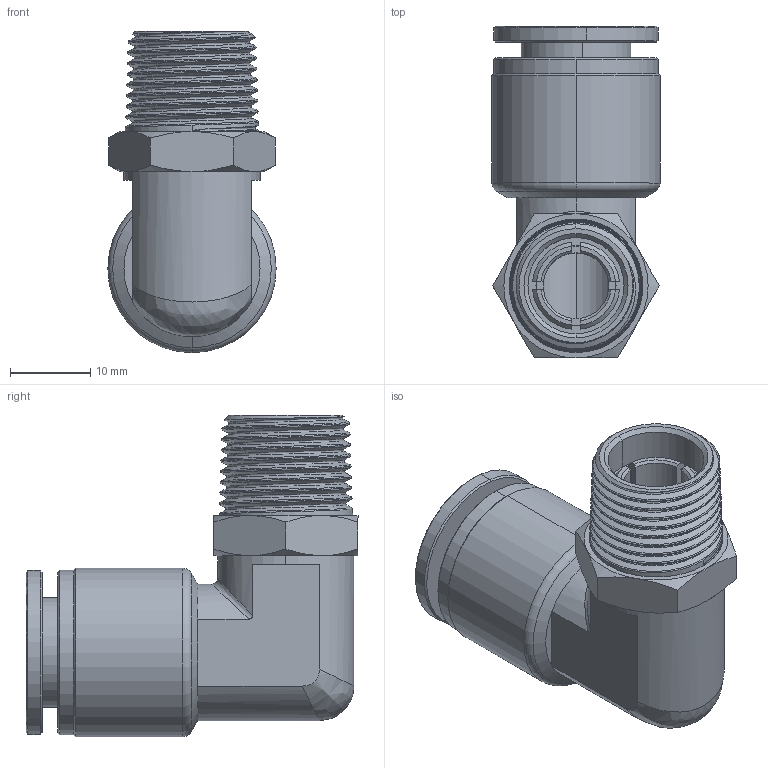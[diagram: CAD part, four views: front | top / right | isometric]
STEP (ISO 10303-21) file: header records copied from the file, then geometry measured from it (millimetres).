
FILE_DESCRIPTION (( 'STEP AP214' ), '1' );
FILE_NAME ('MES12R3-8W.STEP', '2018-07-20T16:52:13', ( '' ), ( '' ), 'SwSTEP 2.0', 'SolidWorks 2016', '' );
FILE_SCHEMA (( 'AUTOMOTIVE_DESIGN' ));
Length unit declared in the file: millimetre
Products named in the file (1): MES12R3-8W
Bounding box: 21 x 41.43 x 40.1 mm (x, y, z)
Volume: 9384.2 mm3; surface area: 11373.5 mm2
Topology: 7 solids, 7 shells, 566 faces, 1544 edges, 1001 vertices
Faces by surface type: plane 201, cone 178, bspline 92, cylinder 91, torus 4
Entity records: 31924 total; most frequent: CARTESIAN_POINT 12475, ORIENTED_EDGE 3084, DIRECTION 2344, EDGE_CURVE 1542, VERTEX_POINT 1001, AXIS2_PLACEMENT_3D 945, EDGE_LOOP 591, B_SPLINE_CURVE_WITH_KNOTS 584
